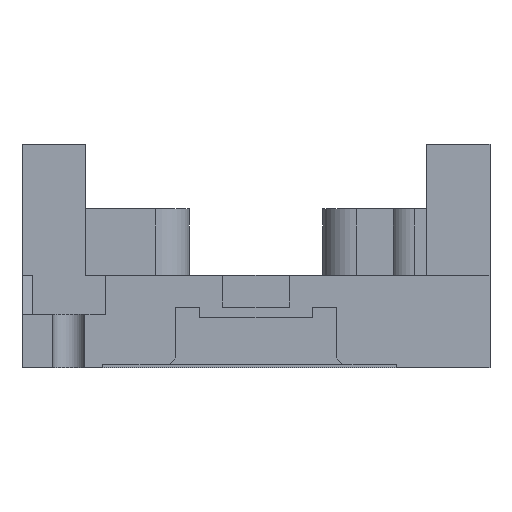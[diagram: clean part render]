
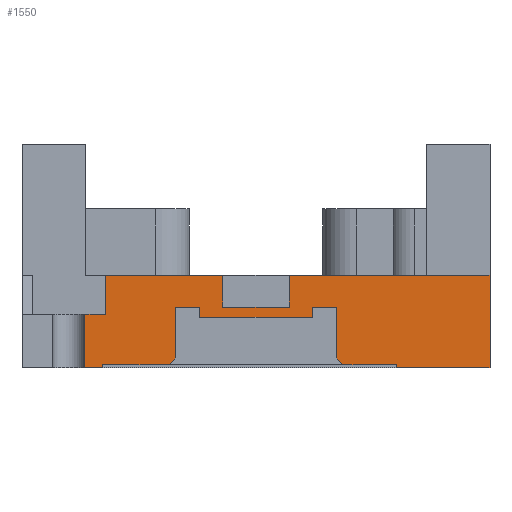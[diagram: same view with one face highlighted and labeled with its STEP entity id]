
A CAD part, front view. The second image highlights one B-rep face of the part: STEP entity #1550.
In plain terms, the highlighted planar face has unit normal (0, -1, 0).
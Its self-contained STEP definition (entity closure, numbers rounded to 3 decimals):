
#1550=ADVANCED_FACE('',(#4198),#4199,.T.);
#3024=VERTEX_POINT('',#5767);
#3028=VERTEX_POINT('',#5771);
#3030=EDGE_CURVE('',#3028,#3024,#5773,.T.);
#3040=VERTEX_POINT('',#5783);
#3044=VERTEX_POINT('',#5787);
#3046=EDGE_CURVE('',#3044,#3040,#5789,.T.);
#3074=VERTEX_POINT('',#5817);
#3084=VERTEX_POINT('',#5827);
#3088=EDGE_CURVE('',#3074,#3084,#5831,.T.);
#3096=VERTEX_POINT('',#5839);
#3100=VERTEX_POINT('',#5843);
#3102=EDGE_CURVE('',#3100,#3096,#5845,.T.);
#3110=VERTEX_POINT('',#5853);
#3112=EDGE_CURVE('',#3110,#3100,#5855,.T.);
#3120=VERTEX_POINT('',#5863);
#3122=EDGE_CURVE('',#3120,#3110,#5865,.T.);
#3128=EDGE_CURVE('',#3084,#3120,#5871,.T.);
#3130=VERTEX_POINT('',#5873);
#3136=VERTEX_POINT('',#5879);
#3138=EDGE_CURVE('',#3136,#3130,#5881,.T.);
#3152=VERTEX_POINT('',#5895);
#3154=EDGE_CURVE('',#3152,#3136,#5897,.T.);
#3162=VERTEX_POINT('',#5905);
#3164=EDGE_CURVE('',#3162,#3152,#5907,.T.);
#3172=VERTEX_POINT('',#5915);
#3174=EDGE_CURVE('',#3172,#3162,#5917,.T.);
#3182=VERTEX_POINT('',#5925);
#3184=EDGE_CURVE('',#3182,#3172,#5927,.T.);
#3192=VERTEX_POINT('',#5935);
#3194=EDGE_CURVE('',#3192,#3182,#5937,.T.);
#3202=VERTEX_POINT('',#5945);
#3204=EDGE_CURVE('',#3202,#3192,#5947,.T.);
#3210=EDGE_CURVE('',#3096,#3202,#5953,.T.);
#3220=VERTEX_POINT('',#5963);
#3224=EDGE_CURVE('',#3130,#3220,#5967,.T.);
#3226=VERTEX_POINT('',#5969);
#3228=EDGE_CURVE('',#3226,#3074,#5971,.T.);
#3244=EDGE_CURVE('',#3220,#3044,#5987,.T.);
#3246=VERTEX_POINT('',#5989);
#3248=EDGE_CURVE('',#3040,#3246,#5991,.T.);
#3250=VERTEX_POINT('',#5993);
#3252=EDGE_CURVE('',#3246,#3250,#5995,.T.);
#3254=EDGE_CURVE('',#3250,#3028,#5997,.T.);
#3256=VERTEX_POINT('',#5999);
#3258=EDGE_CURVE('',#3024,#3256,#6001,.T.);
#3260=VERTEX_POINT('',#6003);
#3262=EDGE_CURVE('',#3256,#3260,#6005,.T.);
#3264=EDGE_CURVE('',#3260,#3226,#6007,.T.);
#4198=FACE_OUTER_BOUND('',#6931,.T.);
#4199=PLANE('',#6932);
#5767=CARTESIAN_POINT('',(12.5,0.0,13.85));
#5771=CARTESIAN_POINT('',(30.0,0.0,13.85));
#5773=LINE('',#9199,#9200);
#5783=CARTESIAN_POINT('',(40.0,0.0,13.85));
#5787=CARTESIAN_POINT('',(70.0,0.0,13.85));
#5789=LINE('',#9223,#9224);
#5817=CARTESIAN_POINT('',(12.1,0.0,0.));
#5827=CARTESIAN_POINT('',(12.1,0.0,0.5));
#5831=LINE('',#9290,#9291);
#5839=CARTESIAN_POINT('',(26.6,0.0,9.1));
#5843=CARTESIAN_POINT('',(23.0,0.0,9.1));
#5845=LINE('',#9310,#9311);
#5853=CARTESIAN_POINT('',(23.0,0.0,1.5));
#5855=LINE('',#9326,#9327);
#5863=CARTESIAN_POINT('',(22.0,0.0,0.5));
#5865=LINE('',#9342,#9343);
#5871=LINE('',#9354,#9355);
#5873=CARTESIAN_POINT('',(56.0,0.0,0.));
#5879=CARTESIAN_POINT('',(56.0,0.0,0.5));
#5881=LINE('',#9368,#9369);
#5895=CARTESIAN_POINT('',(48.0,0.0,0.5));
#5897=LINE('',#9394,#9395);
#5905=CARTESIAN_POINT('',(47.0,0.0,1.5));
#5907=LINE('',#9410,#9411);
#5915=CARTESIAN_POINT('',(47.0,0.0,9.1));
#5917=LINE('',#9426,#9427);
#5925=CARTESIAN_POINT('',(43.4,0.0,9.1));
#5927=LINE('',#9442,#9443);
#5935=CARTESIAN_POINT('',(43.4,0.0,7.6));
#5937=LINE('',#9458,#9459);
#5945=CARTESIAN_POINT('',(26.6,0.0,7.6));
#5947=LINE('',#9474,#9475);
#5953=LINE('',#9486,#9487);
#5963=CARTESIAN_POINT('',(70.0,0.0,0.));
#5967=LINE('',#9510,#9511);
#5969=CARTESIAN_POINT('',(9.4,0.0,0.));
#5971=LINE('',#9516,#9517);
#5987=LINE('',#9541,#9542);
#5989=CARTESIAN_POINT('',(40.0,0.0,9.1));
#5991=LINE('',#9547,#9548);
#5993=CARTESIAN_POINT('',(30.0,0.0,9.1));
#5995=LINE('',#9553,#9554);
#5997=LINE('',#9557,#9558);
#5999=CARTESIAN_POINT('',(12.5,0.0,8.));
#6001=LINE('',#9563,#9564);
#6003=CARTESIAN_POINT('',(9.4,0.0,8.));
#6005=LINE('',#9569,#9570);
#6007=LINE('',#9573,#9574);
#6931=EDGE_LOOP('',(#11664,#11665,#11666,#11667,#11668,#11669,#11670,#11671,#11672,#11673,#11674,#11675,#11676,#11677,#11678,#11679,#11680,#11681,#11682,#11683,#11684,#11685,#11686,#11687));
#6932=AXIS2_PLACEMENT_3D('',#11688,#11689,#11690);
#9199=CARTESIAN_POINT('',(0.0,0.0,13.85));
#9200=VECTOR('',#13005,1.0);
#9223=CARTESIAN_POINT('',(0.0,0.0,13.85));
#9224=VECTOR('',#13009,1.0);
#9290=CARTESIAN_POINT('',(12.1,0.0,0.25));
#9291=VECTOR('',#13024,1.0);
#9310=CARTESIAN_POINT('',(48.3,0.0,9.1));
#9311=VECTOR('',#13027,1.0);
#9326=CARTESIAN_POINT('',(23.0,0.0,1.25));
#9327=VECTOR('',#13030,1.0);
#9342=CARTESIAN_POINT('',(34.375,0.0,12.875));
#9343=VECTOR('',#13033,1.0);
#9354=CARTESIAN_POINT('',(46.0,0.0,0.5));
#9355=VECTOR('',#13036,1.0);
#9368=CARTESIAN_POINT('',(56.0,0.0,-0.5));
#9369=VECTOR('',#13038,1.0);
#9394=CARTESIAN_POINT('',(63.0,0.0,0.5));
#9395=VECTOR('',#13043,1.0);
#9410=CARTESIAN_POINT('',(53.625,0.0,-5.125));
#9411=VECTOR('',#13046,1.0);
#9426=CARTESIAN_POINT('',(47.0,0.0,0.75));
#9427=VECTOR('',#13049,1.0);
#9442=CARTESIAN_POINT('',(58.5,0.0,9.1));
#9443=VECTOR('',#13052,1.0);
#9458=CARTESIAN_POINT('',(43.4,0.0,4.55));
#9459=VECTOR('',#13055,1.0);
#9474=CARTESIAN_POINT('',(56.7,0.0,7.6));
#9475=VECTOR('',#13058,1.0);
#9486=CARTESIAN_POINT('',(26.6,0.0,3.8));
#9487=VECTOR('',#13061,1.0);
#9510=CARTESIAN_POINT('',(0.0,0.0,0.));
#9511=VECTOR('',#13066,1.0);
#9516=CARTESIAN_POINT('',(0.0,0.0,0.));
#9517=VECTOR('',#13067,1.0);
#9541=CARTESIAN_POINT('',(70.0,0.0,0.));
#9542=VECTOR('',#13074,1.0);
#9547=CARTESIAN_POINT('',(40.0,0.0,4.55));
#9548=VECTOR('',#13075,1.0);
#9553=CARTESIAN_POINT('',(52.5,0.0,9.1));
#9554=VECTOR('',#13076,1.0);
#9557=CARTESIAN_POINT('',(30.0,0.0,4.55));
#9558=VECTOR('',#13077,1.0);
#9563=CARTESIAN_POINT('',(12.5,0.0,6.5));
#9564=VECTOR('',#13078,1.0);
#9569=CARTESIAN_POINT('',(38.5,0.0,8.));
#9570=VECTOR('',#13079,1.0);
#9573=CARTESIAN_POINT('',(9.4,0.0,0.));
#9574=VECTOR('',#13080,1.0);
#11664=ORIENTED_EDGE('',*,*,#3088,.T.);
#11665=ORIENTED_EDGE('',*,*,#3128,.T.);
#11666=ORIENTED_EDGE('',*,*,#3122,.T.);
#11667=ORIENTED_EDGE('',*,*,#3112,.T.);
#11668=ORIENTED_EDGE('',*,*,#3102,.T.);
#11669=ORIENTED_EDGE('',*,*,#3210,.T.);
#11670=ORIENTED_EDGE('',*,*,#3204,.T.);
#11671=ORIENTED_EDGE('',*,*,#3194,.T.);
#11672=ORIENTED_EDGE('',*,*,#3184,.T.);
#11673=ORIENTED_EDGE('',*,*,#3174,.T.);
#11674=ORIENTED_EDGE('',*,*,#3164,.T.);
#11675=ORIENTED_EDGE('',*,*,#3154,.T.);
#11676=ORIENTED_EDGE('',*,*,#3138,.T.);
#11677=ORIENTED_EDGE('',*,*,#3224,.T.);
#11678=ORIENTED_EDGE('',*,*,#3244,.T.);
#11679=ORIENTED_EDGE('',*,*,#3046,.T.);
#11680=ORIENTED_EDGE('',*,*,#3248,.T.);
#11681=ORIENTED_EDGE('',*,*,#3252,.T.);
#11682=ORIENTED_EDGE('',*,*,#3254,.T.);
#11683=ORIENTED_EDGE('',*,*,#3030,.T.);
#11684=ORIENTED_EDGE('',*,*,#3258,.T.);
#11685=ORIENTED_EDGE('',*,*,#3262,.T.);
#11686=ORIENTED_EDGE('',*,*,#3264,.T.);
#11687=ORIENTED_EDGE('',*,*,#3228,.T.);
#11688=CARTESIAN_POINT('',(70.0,0.0,0.));
#11689=DIRECTION('',(0.0,-1.0,0.0));
#11690=DIRECTION('',(0.0,0.0,1.0));
#13005=DIRECTION('',(-1.0,0.0,-0.0));
#13009=DIRECTION('',(-1.0,0.0,-0.0));
#13024=DIRECTION('',(0.0,-0.0,1.0));
#13027=DIRECTION('',(1.0,0.0,0.0));
#13030=DIRECTION('',(0.0,-0.0,1.0));
#13033=DIRECTION('',(0.707,0.0,0.707));
#13036=DIRECTION('',(1.0,0.0,0.0));
#13038=DIRECTION('',(0.0,0.0,-1.0));
#13043=DIRECTION('',(1.0,0.0,0.0));
#13046=DIRECTION('',(0.707,0.0,-0.707));
#13049=DIRECTION('',(0.0,0.0,-1.0));
#13052=DIRECTION('',(1.0,0.0,0.0));
#13055=DIRECTION('',(0.0,-0.0,1.0));
#13058=DIRECTION('',(1.0,0.0,0.));
#13061=DIRECTION('',(0.0,0.0,-1.0));
#13066=DIRECTION('',(1.0,0.0,0.0));
#13067=DIRECTION('',(1.0,0.0,0.0));
#13074=DIRECTION('',(0.0,0.0,1.0));
#13075=DIRECTION('',(0.0,0.0,-1.0));
#13076=DIRECTION('',(-1.0,-0.0,0.0));
#13077=DIRECTION('',(0.0,-0.0,1.0));
#13078=DIRECTION('',(0.0,0.0,-1.0));
#13079=DIRECTION('',(-1.0,-0.0,0.0));
#13080=DIRECTION('',(0.0,0.0,-1.0));
